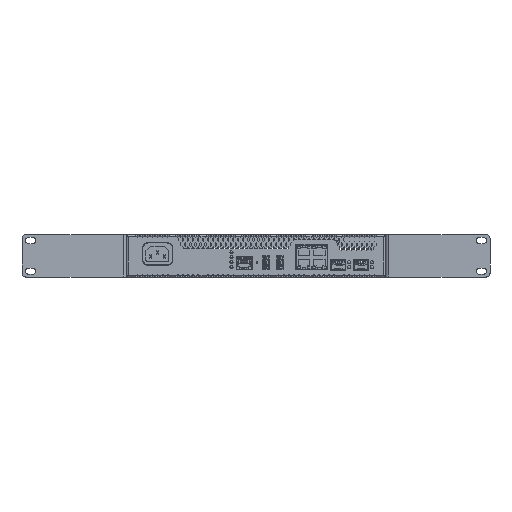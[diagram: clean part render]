
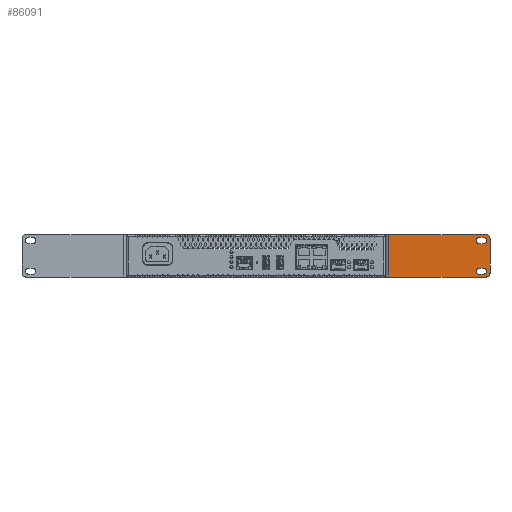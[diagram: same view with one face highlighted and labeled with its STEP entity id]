
A CAD part, top view. The second image highlights one B-rep face of the part: STEP entity #86091.
In plain terms, the highlighted planar face has unit normal (0, 0, 1).
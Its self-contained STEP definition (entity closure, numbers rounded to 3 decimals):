
#477 = CARTESIAN_POINT ( 'NONE',  ( 107.8, 4., 0. ) ) ;
#1225 = LINE ( 'NONE', #41480, #190459 ) ;
#2771 = CARTESIAN_POINT ( 'NONE',  ( 101., 2.675, 0. ) ) ;
#2987 = CARTESIAN_POINT ( 'NONE',  ( 3.5, 43.6, 0. ) ) ;
#4500 = CARTESIAN_POINT ( 'NONE',  ( 97., 40.925, 0. ) ) ;
#6109 = EDGE_CURVE ( 'NONE', #201953, #38608, #223103, .T. ) ;
#6653 = CARTESIAN_POINT ( 'NONE',  ( 97., 5.925, 0. ) ) ;
#6865 = CIRCLE ( 'NONE', #30932, 3.25 ) ;
#7304 = DIRECTION ( 'NONE',  ( 1., 0., 0. ) ) ;
#7572 = VECTOR ( 'NONE', #41555, 1000. ) ;
#9661 = CIRCLE ( 'NONE', #247120, 3.25 ) ;
#10588 = EDGE_CURVE ( 'NONE', #215524, #126541, #206285, .T. ) ;
#13342 = VERTEX_POINT ( 'NONE', #97529 ) ;
#17115 = DIRECTION ( 'NONE',  ( 0., -1., 0. ) ) ;
#19608 = VERTEX_POINT ( 'NONE', #2771 ) ;
#20536 = DIRECTION ( 'NONE',  ( 1., 0., 0. ) ) ;
#20766 = CARTESIAN_POINT ( 'NONE',  ( 101., 37.675, 0. ) ) ;
#21280 = ORIENTED_EDGE ( 'NONE', *, *, #6109, .F. ) ;
#23148 = CIRCLE ( 'NONE', #135953, 4. ) ;
#23851 = LINE ( 'NONE', #210518, #7572 ) ;
#24117 = LINE ( 'NONE', #233368, #119983 ) ;
#24743 = ORIENTED_EDGE ( 'NONE', *, *, #124785, .F. ) ;
#24928 = CIRCLE ( 'NONE', #165777, 3.25 ) ;
#26250 = ORIENTED_EDGE ( 'NONE', *, *, #86128, .F. ) ;
#26455 = CARTESIAN_POINT ( 'NONE',  ( 103.8, 0., 0. ) ) ;
#28866 = ORIENTED_EDGE ( 'NONE', *, *, #248974, .F. ) ;
#30932 = AXIS2_PLACEMENT_3D ( 'NONE', #6653, #138982, #46924 ) ;
#31515 = DIRECTION ( 'NONE',  ( -1., 0., 0. ) ) ;
#32252 = EDGE_CURVE ( 'NONE', #237392, #176299, #225675, .T. ) ;
#33457 = CARTESIAN_POINT ( 'NONE',  ( 107.8, 39.6, 0. ) ) ;
#35737 = DIRECTION ( 'NONE',  ( -1., 0., 0. ) ) ;
#36394 = CARTESIAN_POINT ( 'NONE',  ( 97., 9.175, 0. ) ) ;
#36503 = VECTOR ( 'NONE', #31515, 1000. ) ;
#36968 = CARTESIAN_POINT ( 'NONE',  ( 101., 34.425, 0. ) ) ;
#38608 = VERTEX_POINT ( 'NONE', #36394 ) ;
#41480 = CARTESIAN_POINT ( 'NONE',  ( 101., 2.675, 0. ) ) ;
#41555 = DIRECTION ( 'NONE',  ( -1., 0., 0. ) ) ;
#41585 = CARTESIAN_POINT ( 'NONE',  ( 101., 5.925, 0. ) ) ;
#41802 = CARTESIAN_POINT ( 'NONE',  ( 97., 2.675, 0. ) ) ;
#42499 = CARTESIAN_POINT ( 'NONE',  ( 104.25, 37.675, 0. ) ) ;
#46500 = VERTEX_POINT ( 'NONE', #4500 ) ;
#46924 = DIRECTION ( 'NONE',  ( 1., 0., 0. ) ) ;
#49426 = ORIENTED_EDGE ( 'NONE', *, *, #201112, .F. ) ;
#49613 = CARTESIAN_POINT ( 'NONE',  ( 103.8, 39.6, 0. ) ) ;
#54675 = EDGE_CURVE ( 'NONE', #176299, #246637, #140599, .T. ) ;
#54857 = DIRECTION ( 'NONE',  ( 0., 0., 1. ) ) ;
#54925 = CARTESIAN_POINT ( 'NONE',  ( 107.8, 43.6, 0. ) ) ;
#56384 = CIRCLE ( 'NONE', #233582, 3.25 ) ;
#61037 = ORIENTED_EDGE ( 'NONE', *, *, #242744, .F. ) ;
#61129 = ORIENTED_EDGE ( 'NONE', *, *, #145743, .F. ) ;
#64021 = FACE_BOUND ( 'NONE', #143808, .T. ) ;
#64429 = CARTESIAN_POINT ( 'NONE',  ( 101., 40.925, 0. ) ) ;
#64517 = ORIENTED_EDGE ( 'NONE', *, *, #173621, .F. ) ;
#67724 = DIRECTION ( 'NONE',  ( 0., 0., 1. ) ) ;
#68998 = FACE_OUTER_BOUND ( 'NONE', #148148, .T. ) ;
#72749 = VERTEX_POINT ( 'NONE', #64429 ) ;
#79688 = VECTOR ( 'NONE', #35737, 1000. ) ;
#85699 = LINE ( 'NONE', #218063, #241900 ) ;
#86091 = ADVANCED_FACE ( 'NONE', ( #64021, #198886, #68998 ), #237927, .T. ) ;
#86128 = EDGE_CURVE ( 'NONE', #46500, #237392, #56384, .T. ) ;
#87867 = DIRECTION ( 'NONE',  ( 0., 0., 1. ) ) ;
#88402 = VERTEX_POINT ( 'NONE', #211677 ) ;
#89265 = CARTESIAN_POINT ( 'NONE',  ( 101., 9.175, 0. ) ) ;
#91728 = ORIENTED_EDGE ( 'NONE', *, *, #195228, .T. ) ;
#97529 = CARTESIAN_POINT ( 'NONE',  ( 3.5, 0., 0. ) ) ;
#100772 = CARTESIAN_POINT ( 'NONE',  ( 97., 34.425, 0. ) ) ;
#101109 = DIRECTION ( 'NONE',  ( 0., 0., 1. ) ) ;
#105074 = DIRECTION ( 'NONE',  ( 1., 0., 0. ) ) ;
#105451 = DIRECTION ( 'NONE',  ( 1., 0., 0. ) ) ;
#112002 = ORIENTED_EDGE ( 'NONE', *, *, #10588, .T. ) ;
#112613 = LINE ( 'NONE', #130325, #79688 ) ;
#117157 = VERTEX_POINT ( 'NONE', #41802 ) ;
#118279 = ORIENTED_EDGE ( 'NONE', *, *, #167335, .F. ) ;
#118358 = DIRECTION ( 'NONE',  ( 1., 0., 0. ) ) ;
#119983 = VECTOR ( 'NONE', #122420, 1000. ) ;
#120210 = VERTEX_POINT ( 'NONE', #2987 ) ;
#122420 = DIRECTION ( 'NONE',  ( -1., 0., 0. ) ) ;
#124447 = CARTESIAN_POINT ( 'NONE',  ( 97., 37.675, 0. ) ) ;
#124785 = EDGE_CURVE ( 'NONE', #200802, #126541, #225090, .T. ) ;
#126541 = VERTEX_POINT ( 'NONE', #477 ) ;
#128209 = ORIENTED_EDGE ( 'NONE', *, *, #54675, .F. ) ;
#130325 = CARTESIAN_POINT ( 'NONE',  ( 101., 40.925, 0. ) ) ;
#135953 = AXIS2_PLACEMENT_3D ( 'NONE', #49613, #145361, #105074 ) ;
#136959 = AXIS2_PLACEMENT_3D ( 'NONE', #183644, #87867, #145856 ) ;
#138982 = DIRECTION ( 'NONE',  ( 0., 0., 1. ) ) ;
#140180 = CARTESIAN_POINT ( 'NONE',  ( 104.25, 5.925, 0. ) ) ;
#140599 = CIRCLE ( 'NONE', #233043, 3.25 ) ;
#143808 = EDGE_LOOP ( 'NONE', ( #118279, #61037, #232812, #21280, #49426 ) ) ;
#144484 = DIRECTION ( 'NONE',  ( 0., 0., 1. ) ) ;
#145361 = DIRECTION ( 'NONE',  ( 0., 0., 1. ) ) ;
#145743 = EDGE_CURVE ( 'NONE', #72749, #46500, #112613, .T. ) ;
#145856 = DIRECTION ( 'NONE',  ( 1., 0., 0. ) ) ;
#148148 = EDGE_LOOP ( 'NONE', ( #64517, #112002, #24743, #91728, #164527, #194502 ) ) ;
#156109 = EDGE_CURVE ( 'NONE', #38608, #117157, #6865, .T. ) ;
#164527 = ORIENTED_EDGE ( 'NONE', *, *, #245985, .T. ) ;
#165777 = AXIS2_PLACEMENT_3D ( 'NONE', #227194, #225944, #167964 ) ;
#167335 = EDGE_CURVE ( 'NONE', #19608, #188492, #9661, .T. ) ;
#167964 = DIRECTION ( 'NONE',  ( 1., 0., 0. ) ) ;
#173621 = EDGE_CURVE ( 'NONE', #215524, #13342, #24117, .T. ) ;
#174515 = DIRECTION ( 'NONE',  ( 1., 0., 0. ) ) ;
#176299 = VERTEX_POINT ( 'NONE', #36968 ) ;
#181040 = CARTESIAN_POINT ( 'NONE',  ( 101., 37.675, 0. ) ) ;
#181649 = CIRCLE ( 'NONE', #197704, 3.25 ) ;
#183644 = CARTESIAN_POINT ( 'NONE',  ( 0., 43.6, 0. ) ) ;
#185269 = CARTESIAN_POINT ( 'NONE',  ( 101., 9.175, 0. ) ) ;
#188492 = VERTEX_POINT ( 'NONE', #140180 ) ;
#190459 = VECTOR ( 'NONE', #118358, 1000. ) ;
#192468 = EDGE_LOOP ( 'NONE', ( #128209, #244154, #26250, #61129, #28866 ) ) ;
#193193 = CARTESIAN_POINT ( 'NONE',  ( 103.8, 4., 0. ) ) ;
#194502 = ORIENTED_EDGE ( 'NONE', *, *, #240404, .T. ) ;
#195228 = EDGE_CURVE ( 'NONE', #200802, #88402, #23148, .T. ) ;
#197704 = AXIS2_PLACEMENT_3D ( 'NONE', #181040, #144484, #105451 ) ;
#197740 = VECTOR ( 'NONE', #17115, 1000. ) ;
#198324 = VECTOR ( 'NONE', #240814, 1000. ) ;
#198886 = FACE_BOUND ( 'NONE', #192468, .T. ) ;
#200802 = VERTEX_POINT ( 'NONE', #33457 ) ;
#201112 = EDGE_CURVE ( 'NONE', #188492, #201953, #24928, .T. ) ;
#201953 = VERTEX_POINT ( 'NONE', #89265 ) ;
#204277 = CARTESIAN_POINT ( 'NONE',  ( 101., 34.425, 0. ) ) ;
#206285 = CIRCLE ( 'NONE', #238452, 4. ) ;
#210518 = CARTESIAN_POINT ( 'NONE',  ( 0., 43.6, 0. ) ) ;
#211677 = CARTESIAN_POINT ( 'NONE',  ( 103.8, 43.6, 0. ) ) ;
#213004 = DIRECTION ( 'NONE',  ( 0., 0., 1. ) ) ;
#215524 = VERTEX_POINT ( 'NONE', #26455 ) ;
#218063 = CARTESIAN_POINT ( 'NONE',  ( 3.5, 43.6, 0. ) ) ;
#221777 = DIRECTION ( 'NONE',  ( 0., -1., 0. ) ) ;
#223103 = LINE ( 'NONE', #185269, #36503 ) ;
#225090 = LINE ( 'NONE', #54925, #197740 ) ;
#225675 = LINE ( 'NONE', #204277, #198324 ) ;
#225944 = DIRECTION ( 'NONE',  ( 0., 0., 1. ) ) ;
#227194 = CARTESIAN_POINT ( 'NONE',  ( 101., 5.925, 0. ) ) ;
#230699 = DIRECTION ( 'NONE',  ( 1., 0., 0. ) ) ;
#232812 = ORIENTED_EDGE ( 'NONE', *, *, #156109, .F. ) ;
#233043 = AXIS2_PLACEMENT_3D ( 'NONE', #20766, #54857, #174515 ) ;
#233368 = CARTESIAN_POINT ( 'NONE',  ( 0., 0., 0. ) ) ;
#233582 = AXIS2_PLACEMENT_3D ( 'NONE', #124447, #67724, #7304 ) ;
#237392 = VERTEX_POINT ( 'NONE', #100772 ) ;
#237927 = PLANE ( 'NONE',  #136959 ) ;
#238452 = AXIS2_PLACEMENT_3D ( 'NONE', #193193, #101109, #20536 ) ;
#240404 = EDGE_CURVE ( 'NONE', #120210, #13342, #85699, .T. ) ;
#240814 = DIRECTION ( 'NONE',  ( 1., 0., 0. ) ) ;
#241900 = VECTOR ( 'NONE', #221777, 1000. ) ;
#242744 = EDGE_CURVE ( 'NONE', #117157, #19608, #1225, .T. ) ;
#244154 = ORIENTED_EDGE ( 'NONE', *, *, #32252, .F. ) ;
#245985 = EDGE_CURVE ( 'NONE', #88402, #120210, #23851, .T. ) ;
#246637 = VERTEX_POINT ( 'NONE', #42499 ) ;
#247120 = AXIS2_PLACEMENT_3D ( 'NONE', #41585, #213004, #230699 ) ;
#248974 = EDGE_CURVE ( 'NONE', #246637, #72749, #181649, .T. ) ;
